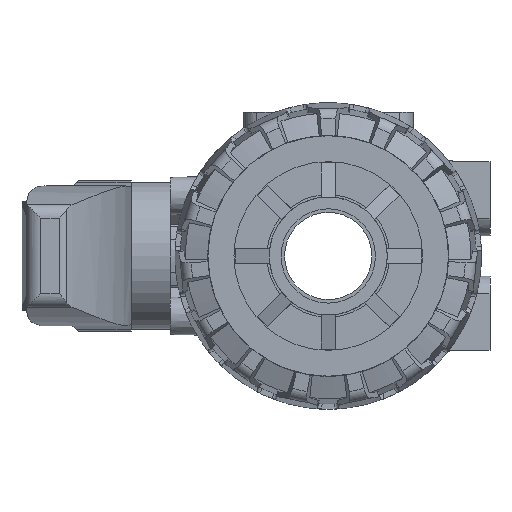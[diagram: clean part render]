
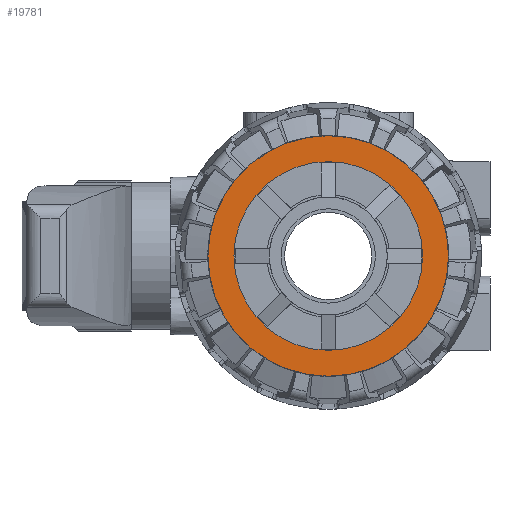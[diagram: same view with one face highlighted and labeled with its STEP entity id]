
A CAD part, left-side view. The second image highlights one B-rep face of the part: STEP entity #19781.
In plain terms, the highlighted face is planar.
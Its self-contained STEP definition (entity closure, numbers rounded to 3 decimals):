
#1726=FACE_BOUND($,#4373,.T.);
#1727=FACE_BOUND($,#4374,.T.);
#2129=CIRCLE($,#21433,25.5);
#2149=CIRCLE($,#21474,20.);
#4373=EDGE_LOOP($,(#16277));
#4374=EDGE_LOOP($,(#16278));
#8310=VERTEX_POINT($,#35328);
#8335=VERTEX_POINT($,#35420);
#10928=EDGE_CURVE($,#8310,#8310,#2129,.T.);
#10971=EDGE_CURVE($,#8335,#8335,#2149,.T.);
#16277=ORIENTED_EDGE($,*,*,#10971,.T.);
#16278=ORIENTED_EDGE($,*,*,#10928,.T.);
#18713=PLANE($,#21640);
#19781=ADVANCED_FACE($,(#1726,#1727),#18713,.T.);
#21433=AXIS2_PLACEMENT_3D($,#35329,#25868,#25869);
#21474=AXIS2_PLACEMENT_3D($,#35421,#25954,#25955);
#21640=AXIS2_PLACEMENT_3D($,#36201,#26343,#26344);
#25868=DIRECTION('center_axis',(0.,1.,0.));
#25869=DIRECTION('ref_axis',(-1.,0.,0.));
#25954=DIRECTION('center_axis',(0.,-1.,0.));
#25955=DIRECTION('ref_axis',(0.,0.,1.));
#26343=DIRECTION('center_axis',(0.,1.,0.));
#26344=DIRECTION('ref_axis',(0.,0.,1.));
#35328=CARTESIAN_POINT('',(-25.5,27.1,0.));
#35329=CARTESIAN_POINT('Origin',(0.,27.1,0.));
#35420=CARTESIAN_POINT('',(0.,27.1,20.));
#35421=CARTESIAN_POINT('Origin',(0.,27.1,0.));
#36201=CARTESIAN_POINT('Origin',(-12.75,27.1,0.));
